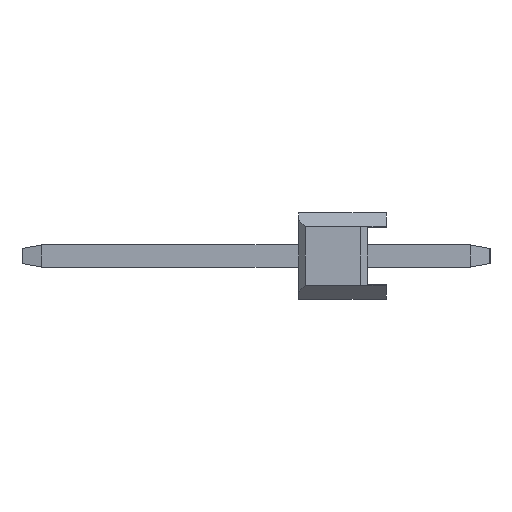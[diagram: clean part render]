
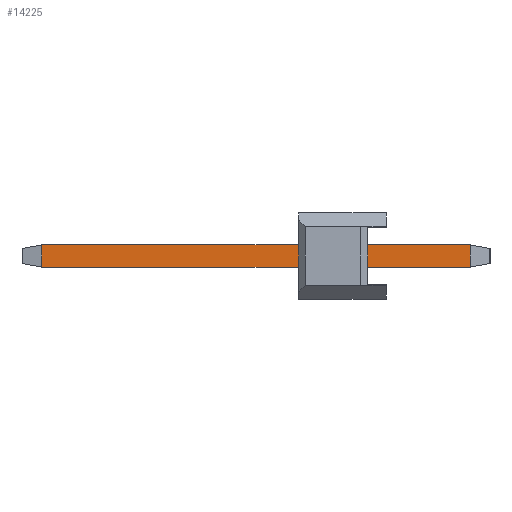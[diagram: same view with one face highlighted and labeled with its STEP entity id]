
A CAD part, left-side view. The second image highlights one B-rep face of the part: STEP entity #14225.
In plain terms, the highlighted planar face has unit normal (-1, 0, 0).
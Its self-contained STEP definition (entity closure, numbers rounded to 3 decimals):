
#1552 = VERTEX_POINT ( 'NONE', #34310 ) ;
#1861 = DIRECTION ( 'NONE',  ( 0., -1., 0. ) ) ;
#2535 = DIRECTION ( 'NONE',  ( 0., -1., 0. ) ) ;
#4035 = ORIENTED_EDGE ( 'NONE', *, *, #5746, .F. ) ;
#4363 = ORIENTED_EDGE ( 'NONE', *, *, #11387, .T. ) ;
#4814 = CARTESIAN_POINT ( 'NONE',  ( -0.32, 10.54, 0.32 ) ) ;
#5079 = DIRECTION ( 'NONE',  ( 0., 0., 1. ) ) ;
#5159 = ORIENTED_EDGE ( 'NONE', *, *, #31160, .T. ) ;
#5528 = VECTOR ( 'NONE', #36611, 1000. ) ;
#5746 = EDGE_CURVE ( 'NONE', #22960, #1552, #16996, .T. ) ;
#7278 = ORIENTED_EDGE ( 'NONE', *, *, #17259, .T. ) ;
#9068 = VECTOR ( 'NONE', #2535, 1000. ) ;
#11387 = EDGE_CURVE ( 'NONE', #22960, #34460, #13398, .T. ) ;
#13398 = LINE ( 'NONE', #24996, #5528 ) ;
#14225 = ADVANCED_FACE ( 'NONE', ( #19275 ), #30883, .F. ) ;
#16322 = LINE ( 'NONE', #27927, #30018 ) ;
#16421 = DIRECTION ( 'NONE',  ( 1., 0., 0. ) ) ;
#16996 = LINE ( 'NONE', #28604, #9068 ) ;
#17259 = EDGE_CURVE ( 'NONE', #35223, #1552, #19544, .T. ) ;
#19275 = FACE_OUTER_BOUND ( 'NONE', #29831, .T. ) ;
#19544 = LINE ( 'NONE', #31152, #26118 ) ;
#22960 = VERTEX_POINT ( 'NONE', #25472 ) ;
#24996 = CARTESIAN_POINT ( 'NONE',  ( -0.32, 9.973, -0.32 ) ) ;
#25472 = CARTESIAN_POINT ( 'NONE',  ( -0.32, 9.973, 0.32 ) ) ;
#26118 = VECTOR ( 'NONE', #5079, 1000. ) ;
#27927 = CARTESIAN_POINT ( 'NONE',  ( -0.32, 10.54, -0.32 ) ) ;
#28028 = DIRECTION ( 'NONE',  ( 0., 0., -1. ) ) ;
#28604 = CARTESIAN_POINT ( 'NONE',  ( -0.32, 10.54, 0.32 ) ) ;
#29831 = EDGE_LOOP ( 'NONE', ( #5159, #7278, #4035, #4363 ) ) ;
#30018 = VECTOR ( 'NONE', #1861, 1000. ) ;
#30141 = CARTESIAN_POINT ( 'NONE',  ( -0.32, -2.433, -0.32 ) ) ;
#30418 = CARTESIAN_POINT ( 'NONE',  ( -0.32, 9.973, -0.32 ) ) ;
#30883 = PLANE ( 'NONE',  #31526 ) ;
#31152 = CARTESIAN_POINT ( 'NONE',  ( -0.32, -2.433, 0.32 ) ) ;
#31160 = EDGE_CURVE ( 'NONE', #34460, #35223, #16322, .T. ) ;
#31526 = AXIS2_PLACEMENT_3D ( 'NONE', #4814, #16421, #28028 ) ;
#34310 = CARTESIAN_POINT ( 'NONE',  ( -0.32, -2.433, 0.32 ) ) ;
#34460 = VERTEX_POINT ( 'NONE', #30418 ) ;
#35223 = VERTEX_POINT ( 'NONE', #30141 ) ;
#36611 = DIRECTION ( 'NONE',  ( 0., 0., -1. ) ) ;
